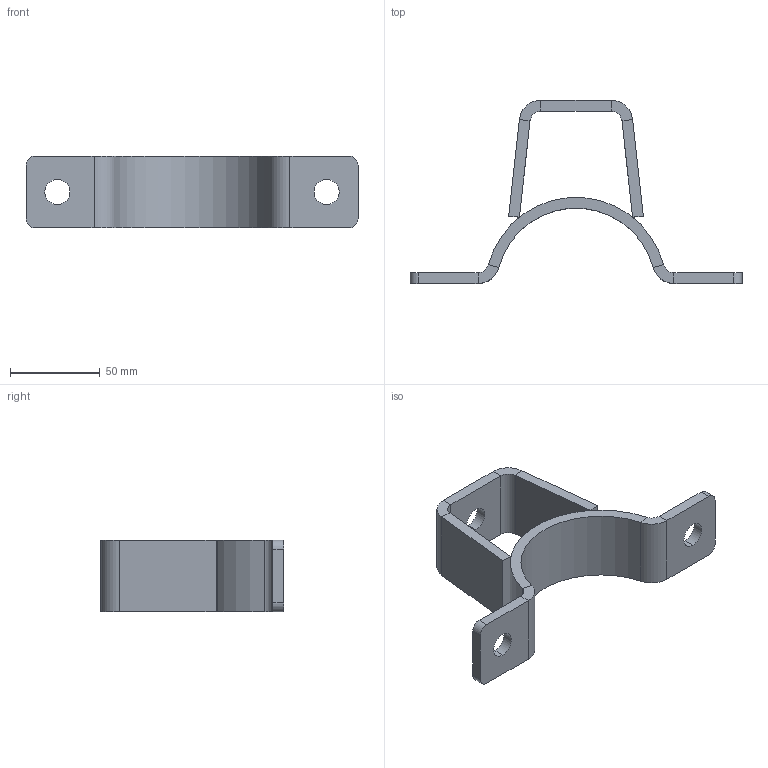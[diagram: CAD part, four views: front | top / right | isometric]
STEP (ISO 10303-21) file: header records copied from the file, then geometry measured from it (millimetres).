
FILE_DESCRIPTION (( 'STEP AP203' ), '1' );
FILE_NAME ('4229-40-10_REV_.step', '2026-01-09T02:45:15', ( '' ), ( '' ), 'SwSTEP 2.0', 'SolidWorks 2025', '' );
FILE_SCHEMA (( 'CONFIG_CONTROL_DESIGN' ));
Length unit declared in the file: millimetre
Products named in the file (3): 4229-40-10-10; 4229-20-20; 4229-40-10_REV_
Assembly tree (2 placements, depth 2):
  4229-40-10_REV_
    4229-40-10-10
    4229-20-20
Bounding box: 185 x 102 x 40 mm (x, y, z)
Volume: 92522.6 mm3; surface area: 37312.2 mm2
Topology: 2 solids, 2 shells, 54 faces, 118 edges, 68 vertices
Faces by surface type: plane 34, cylinder 20
Entity records: 1763 total; most frequent: DIRECTION 276, CARTESIAN_POINT 245, ORIENTED_EDGE 236, EDGE_CURVE 118, AXIS2_PLACEMENT_3D 99, VECTOR 78, LINE 78, VERTEX_POINT 68
